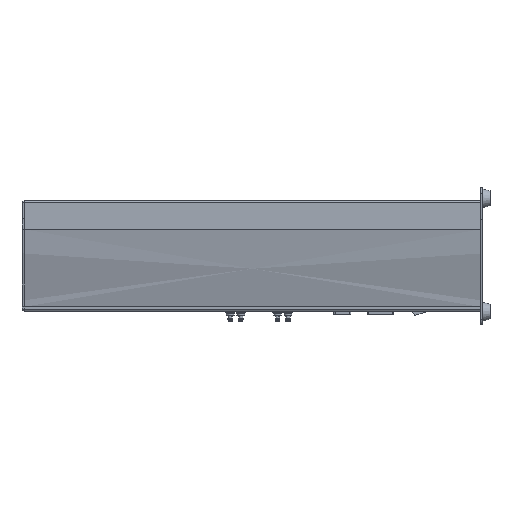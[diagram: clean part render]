
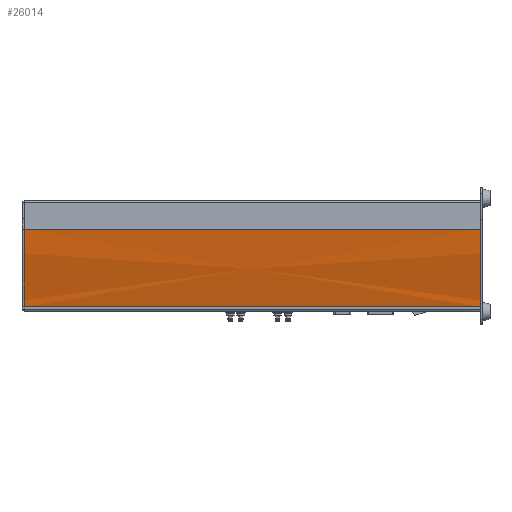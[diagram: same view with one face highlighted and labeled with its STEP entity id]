
A CAD part, left-side view. The second image highlights one B-rep face of the part: STEP entity #26014.
In plain terms, the highlighted free-form (B-spline) face has degree [3, 1] with [6, 2] control points.
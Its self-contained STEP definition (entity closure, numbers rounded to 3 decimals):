
#832 = CARTESIAN_POINT ( 'NONE',  ( -34.577, 0., 17.677 ) ) ;
#1237 = CARTESIAN_POINT ( 'NONE',  ( -35.5, 0., 25.5 ) ) ;
#1622 = CARTESIAN_POINT ( 'NONE',  ( -35.5, 435., 25.5 ) ) ;
#1651 = LINE ( 'NONE', #7843, #24812 ) ;
#4022 = CARTESIAN_POINT ( 'NONE',  ( -20., 0., -40.159 ) ) ;
#4562 = CARTESIAN_POINT ( 'NONE',  ( -30.329, 0., -9.979 ) ) ;
#7016 = FACE_OUTER_BOUND ( 'NONE', #23263, .T. ) ;
#7843 = CARTESIAN_POINT ( 'NONE',  ( -20., 0., -48.5 ) ) ;
#8249 = DIRECTION ( 'NONE',  ( 0., 1., 0. ) ) ;
#8920 = CARTESIAN_POINT ( 'NONE',  ( -20., 435., -48.5 ) ) ;
#10040 = CARTESIAN_POINT ( 'NONE',  ( -30.329, 435., -9.979 ) ) ;
#11637 = VERTEX_POINT ( 'NONE', #39598 ) ;
#12313 = ORIENTED_EDGE ( 'NONE', *, *, #24384, .T. ) ;
#16095 = CARTESIAN_POINT ( 'NONE',  ( -30.329, 0., -9.979 ) ) ;
#16498 = CARTESIAN_POINT ( 'NONE',  ( -20., 0., -48.5 ) ) ;
#16618 = ORIENTED_EDGE ( 'NONE', *, *, #39264, .F. ) ;
#16840 = CARTESIAN_POINT ( 'NONE',  ( -33.085, 0., 5.023 ) ) ;
#17044 = CARTESIAN_POINT ( 'NONE',  ( -35.5, 0., 25.5 ) ) ;
#17071 = VERTEX_POINT ( 'NONE', #33132 ) ;
#17341 = CARTESIAN_POINT ( 'NONE',  ( -35.5, 0., 25.5 ) ) ;
#17647 = CARTESIAN_POINT ( 'NONE',  ( -20., 0., -40.159 ) ) ;
#19909 = CARTESIAN_POINT ( 'NONE',  ( -20., 0., -48.5 ) ) ;
#20872 = EDGE_CURVE ( 'NONE', #37455, #11637, #22624, .T. ) ;
#21452 = CARTESIAN_POINT ( 'NONE',  ( -20., 435., -40.159 ) ) ;
#21775 = VECTOR ( 'NONE', #33972, 1000. ) ;
#22585 = CARTESIAN_POINT ( 'NONE',  ( -20., 435., -48.5 ) ) ;
#22624 = B_SPLINE_CURVE_WITH_KNOTS ( 'NONE', 3,
 ( #8920, #21452, #31078, #37138, #33706, #30705 ),
 .UNSPECIFIED., .F., .F.,
 ( 4, 1, 1, 4 ),
 ( 0.044, 0.271, 0.55, 1. ),
 .UNSPECIFIED. ) ;
#22987 = CARTESIAN_POINT ( 'NONE',  ( -34.577, 435., 17.677 ) ) ;
#23144 = CARTESIAN_POINT ( 'NONE',  ( -34.577, 0., 17.677 ) ) ;
#23263 = EDGE_LOOP ( 'NONE', ( #30333, #16618, #35753, #12313 ) ) ;
#24191 = B_SPLINE_SURFACE_WITH_KNOTS ( 'NONE', 3, 1, ( 
 ( #16498, #22585 ),
 ( #4022, #26005 ),
 ( #16095, #10040 ),
 ( #28617, #34647 ),
 ( #832, #22987 ),
 ( #1237, #1622 ) ),
 .UNSPECIFIED., .F., .F., .F.,
 ( 4, 1, 1, 4 ),
 ( 2, 2 ),
 ( 0.044, 0.271, 0.55, 1. ),
 ( 0., 1. ),
 .UNSPECIFIED. ) ;
#24384 = EDGE_CURVE ( 'NONE', #24783, #11637, #33576, .T. ) ;
#24783 = VERTEX_POINT ( 'NONE', #17341 ) ;
#24812 = VECTOR ( 'NONE', #8249, 1000. ) ;
#26005 = CARTESIAN_POINT ( 'NONE',  ( -20., 435., -40.159 ) ) ;
#26014 = ADVANCED_FACE ( 'NONE', ( #7016 ), #24191, .T. ) ;
#28165 = CARTESIAN_POINT ( 'NONE',  ( -35.5, 0., 25.5 ) ) ;
#28617 = CARTESIAN_POINT ( 'NONE',  ( -33.085, 0., 5.023 ) ) ;
#30333 = ORIENTED_EDGE ( 'NONE', *, *, #20872, .F. ) ;
#30705 = CARTESIAN_POINT ( 'NONE',  ( -35.5, 435., 25.5 ) ) ;
#31078 = CARTESIAN_POINT ( 'NONE',  ( -30.329, 435., -9.979 ) ) ;
#32758 = B_SPLINE_CURVE_WITH_KNOTS ( 'NONE', 3,
 ( #19909, #17647, #4562, #16840, #23144, #17044 ),
 .UNSPECIFIED., .F., .F.,
 ( 4, 1, 1, 4 ),
 ( 0.044, 0.271, 0.55, 1. ),
 .UNSPECIFIED. ) ;
#33132 = CARTESIAN_POINT ( 'NONE',  ( -20., 0., -48.5 ) ) ;
#33576 = LINE ( 'NONE', #28165, #21775 ) ;
#33706 = CARTESIAN_POINT ( 'NONE',  ( -34.577, 435., 17.677 ) ) ;
#33972 = DIRECTION ( 'NONE',  ( 0., 1., 0. ) ) ;
#34647 = CARTESIAN_POINT ( 'NONE',  ( -33.085, 435., 5.023 ) ) ;
#35401 = EDGE_CURVE ( 'NONE', #17071, #24783, #32758, .T. ) ;
#35753 = ORIENTED_EDGE ( 'NONE', *, *, #35401, .T. ) ;
#37138 = CARTESIAN_POINT ( 'NONE',  ( -33.085, 435., 5.023 ) ) ;
#37455 = VERTEX_POINT ( 'NONE', #39441 ) ;
#39264 = EDGE_CURVE ( 'NONE', #17071, #37455, #1651, .T. ) ;
#39441 = CARTESIAN_POINT ( 'NONE',  ( -20., 435., -48.5 ) ) ;
#39598 = CARTESIAN_POINT ( 'NONE',  ( -35.5, 435., 25.5 ) ) ;
